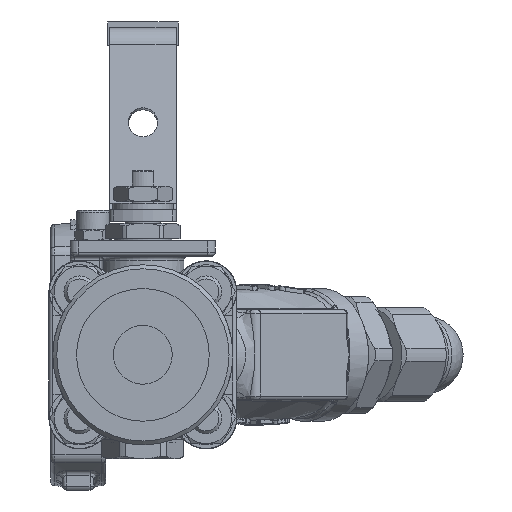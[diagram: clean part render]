
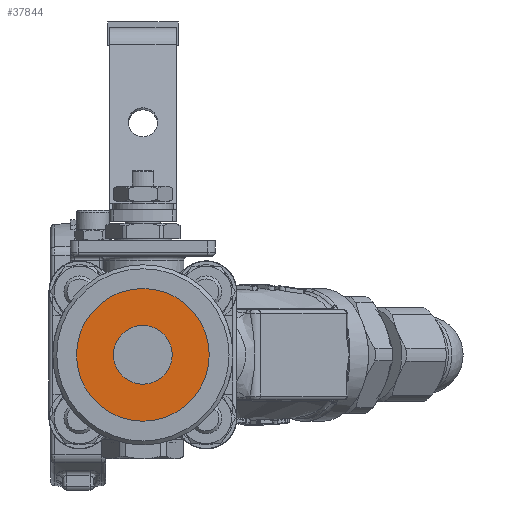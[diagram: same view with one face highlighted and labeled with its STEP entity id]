
A CAD part, left-side view. The second image highlights one B-rep face of the part: STEP entity #37844.
In plain terms, the highlighted planar face has unit normal (-1, 0, 0).
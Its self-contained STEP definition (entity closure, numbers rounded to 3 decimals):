
#2857=FACE_BOUND('',#11715,.T.);
#9276=FACE_OUTER_BOUND('',#11714,.T.);
#11714=EDGE_LOOP('',(#29104));
#11715=EDGE_LOOP('',(#29105));
#14046=CIRCLE('',#40991,16.95);
#14047=CIRCLE('',#40993,7.5);
#16623=VERTEX_POINT('',#67553);
#16624=VERTEX_POINT('',#67557);
#21074=EDGE_CURVE('',#16623,#16623,#14046,.T.);
#21075=EDGE_CURVE('',#16624,#16624,#14047,.T.);
#29104=ORIENTED_EDGE('',*,*,#21074,.F.);
#29105=ORIENTED_EDGE('',*,*,#21075,.F.);
#36339=PLANE('',#40992);
#37844=ADVANCED_FACE('',(#9276,#2857),#36339,.T.);
#40991=AXIS2_PLACEMENT_3D('',#67555,#47698,#47699);
#40992=AXIS2_PLACEMENT_3D('',#67556,#47700,#47701);
#40993=AXIS2_PLACEMENT_3D('',#67558,#47702,#47703);
#47698=DIRECTION('center_axis',(1.,0.,0.));
#47699=DIRECTION('ref_axis',(0.,-1.,0.));
#47700=DIRECTION('center_axis',(-1.,0.,0.));
#47701=DIRECTION('ref_axis',(0.,-1.,0.));
#47702=DIRECTION('center_axis',(-1.,0.,0.));
#47703=DIRECTION('ref_axis',(0.,-1.,0.));
#67553=CARTESIAN_POINT('',(-237.036,35.783,-1.517));
#67555=CARTESIAN_POINT('Origin',(-237.036,18.833,-1.517));
#67556=CARTESIAN_POINT('Origin',(-237.036,18.833,-1.517));
#67557=CARTESIAN_POINT('',(-237.036,26.333,-1.517));
#67558=CARTESIAN_POINT('Origin',(-237.036,18.833,-1.517));
